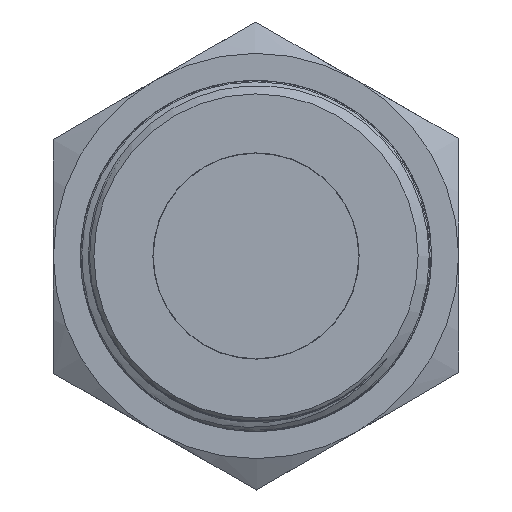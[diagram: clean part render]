
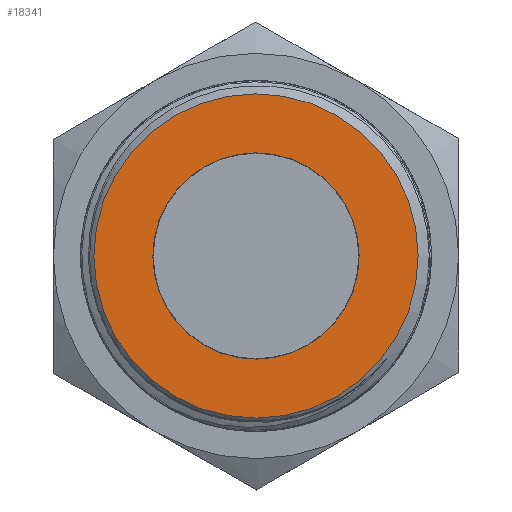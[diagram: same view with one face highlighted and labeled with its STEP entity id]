
A CAD part, left-side view. The second image highlights one B-rep face of the part: STEP entity #18341.
In plain terms, the highlighted planar face has unit normal (-1, 0, 0).
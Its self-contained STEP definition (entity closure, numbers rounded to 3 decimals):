
#231=FACE_BOUND('',#2983,.T.);
#886=PLANE('',#19540);
#1895=FACE_OUTER_BOUND('',#2982,.T.);
#2982=EDGE_LOOP('',(#16745));
#2983=EDGE_LOOP('',(#16746));
#3592=CIRCLE('',#19541,22.);
#3593=CIRCLE('',#19542,14.);
#8507=VERTEX_POINT('',#54650);
#8508=VERTEX_POINT('',#54652);
#11276=EDGE_CURVE('',#8507,#8507,#3592,.T.);
#11277=EDGE_CURVE('',#8508,#8508,#3593,.T.);
#16745=ORIENTED_EDGE('',*,*,#11276,.T.);
#16746=ORIENTED_EDGE('',*,*,#11277,.T.);
#18341=ADVANCED_FACE('',(#1895,#231),#886,.T.);
#19540=AXIS2_PLACEMENT_3D('',#54649,#22635,#22636);
#19541=AXIS2_PLACEMENT_3D('',#54651,#22637,#22638);
#19542=AXIS2_PLACEMENT_3D('',#54653,#22639,#22640);
#22635=DIRECTION('center_axis',(-1.,0.,0.));
#22636=DIRECTION('ref_axis',(0.,0.,1.));
#22637=DIRECTION('center_axis',(-1.,0.,0.));
#22638=DIRECTION('ref_axis',(0.,1.,0.));
#22639=DIRECTION('center_axis',(1.,0.,0.));
#22640=DIRECTION('ref_axis',(0.,-0.003,1.));
#54649=CARTESIAN_POINT('Origin',(-45.,24.,0.));
#54650=CARTESIAN_POINT('',(-45.,-22.,0.));
#54651=CARTESIAN_POINT('Origin',(-45.,0.,0.));
#54652=CARTESIAN_POINT('',(-45.,-14.,0.));
#54653=CARTESIAN_POINT('Origin',(-45.,0.,0.));
